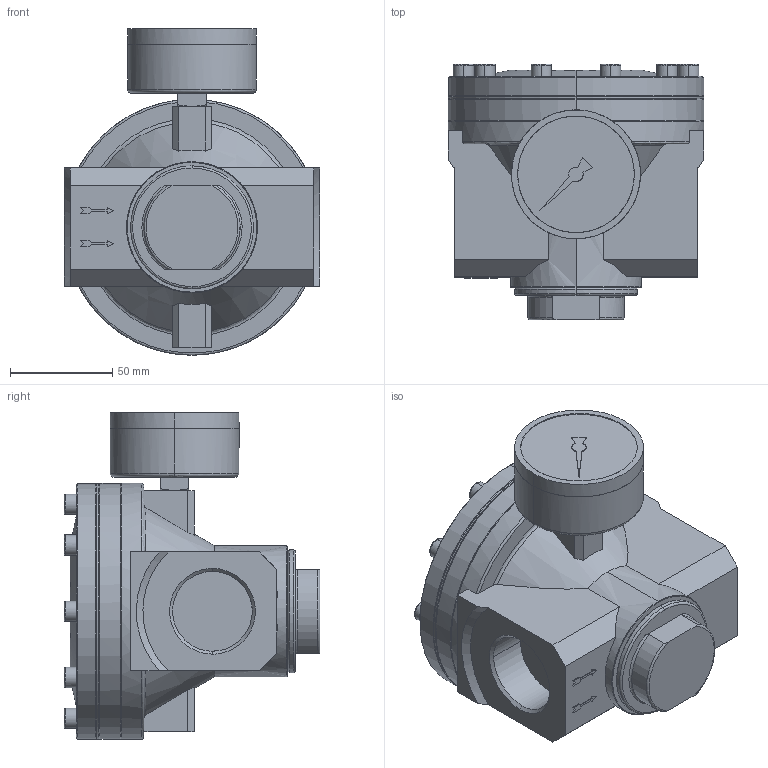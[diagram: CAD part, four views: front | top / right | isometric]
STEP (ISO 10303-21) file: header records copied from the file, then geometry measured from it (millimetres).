
FILE_DESCRIPTION(/* description */ (''),/* implementation_level */ '2;1');
FILE_NAME(/* name */ 'DRI7~2VO',/* time_stamp */ '2018-12-11T11:16:53+01:00',/* author */ (''),/* organization */ (''),/* preprocessor_version */ 'ST-DEVELOPER v15',/* originating_system */ '',/* authorisation */ '');
FILE_SCHEMA (('CONFIG_CONTROL_DESIGN'));
Length unit declared in the file: millimetre
Products named in the file (4): Document; _637.305-2; 9.1576.00.100.0; _637.304(00)-1
Assembly tree (3 placements, depth 3):
  Document
    _637.305-2
    9.1576.00.100.0
      _637.304(00)-1
Bounding box: 125 x 125 x 159.5 mm (x, y, z)
Volume: 1025011.6 mm3; surface area: 85954.3 mm2
Topology: 2 solids, 2 shells, 303 faces, 731 edges, 472 vertices
Faces by surface type: plane 177, bspline 126
Entity records: 11115 total; most frequent: CARTESIAN_POINT 6070, ORIENTED_EDGE 1462, EDGE_CURVE 731, B_SPLINE_CURVE_WITH_KNOTS 485, VERTEX_POINT 472, EDGE_LOOP 343, ADVANCED_FACE 303, FACE_OUTER_BOUND 303
